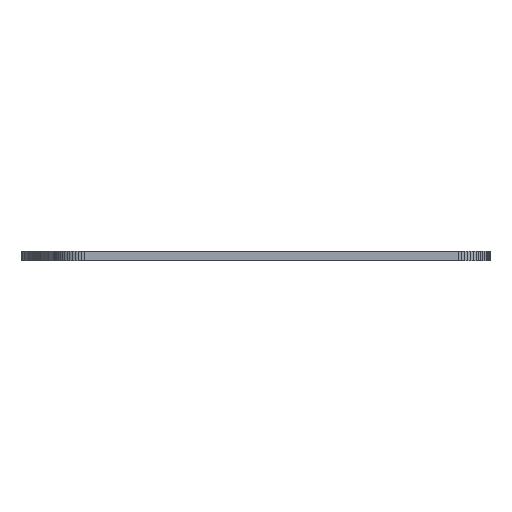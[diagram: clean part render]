
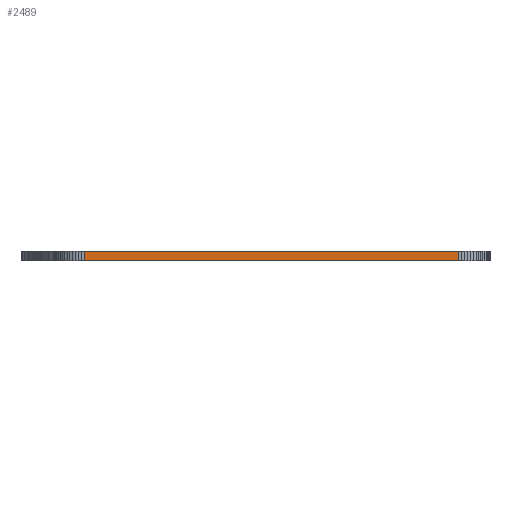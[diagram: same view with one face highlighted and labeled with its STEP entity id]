
A CAD part, left-side view. The second image highlights one B-rep face of the part: STEP entity #2489.
In plain terms, the highlighted free-form (B-spline) face has degree [1, 1] with [2, 2] control points.
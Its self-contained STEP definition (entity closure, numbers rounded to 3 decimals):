
#2466 = VERTEX_POINT('',#2467);
#2467 = CARTESIAN_POINT('',(-165.017,200.891,0.));
#2472 = EDGE_CURVE('',#2473,#2466,#2475,.T.);
#2473 = VERTEX_POINT('',#2474);
#2474 = CARTESIAN_POINT('',(-165.017,200.891,
    4.305));
#2475 = B_SPLINE_CURVE_WITH_KNOTS('',1,(#2476,#2477),.UNSPECIFIED.,.F.,
  .F.,(2,2),(0.,3.),.PIECEWISE_BEZIER_KNOTS.);
#2476 = CARTESIAN_POINT('',(-165.017,200.891,
    4.305));
#2477 = CARTESIAN_POINT('',(-165.017,200.891,0.));
#2489 = ADVANCED_FACE('',(#2490),#2512,.F.);
#2490 = FACE_BOUND('',#2491,.T.);
#2491 = EDGE_LOOP('',(#2492,#2499,#2506,#2511));
#2492 = ORIENTED_EDGE('',*,*,#2493,.T.);
#2493 = EDGE_CURVE('',#2466,#2494,#2496,.T.);
#2494 = VERTEX_POINT('',#2495);
#2495 = CARTESIAN_POINT('',(-165.017,28.699,0.));
#2496 = B_SPLINE_CURVE_WITH_KNOTS('',1,(#2497,#2498),.UNSPECIFIED.,.F.,
  .F.,(2,2),(-60.,60.),.PIECEWISE_BEZIER_KNOTS.);
#2497 = CARTESIAN_POINT('',(-165.017,200.891,0.));
#2498 = CARTESIAN_POINT('',(-165.017,28.699,0.));
#2499 = ORIENTED_EDGE('',*,*,#2500,.F.);
#2500 = EDGE_CURVE('',#2501,#2494,#2503,.T.);
#2501 = VERTEX_POINT('',#2502);
#2502 = CARTESIAN_POINT('',(-165.017,28.699,
    4.305));
#2503 = B_SPLINE_CURVE_WITH_KNOTS('',1,(#2504,#2505),.UNSPECIFIED.,.F.,
  .F.,(2,2),(0.,3.),.PIECEWISE_BEZIER_KNOTS.);
#2504 = CARTESIAN_POINT('',(-165.017,28.699,
    4.305));
#2505 = CARTESIAN_POINT('',(-165.017,28.699,0.));
#2506 = ORIENTED_EDGE('',*,*,#2507,.F.);
#2507 = EDGE_CURVE('',#2473,#2501,#2508,.T.);
#2508 = B_SPLINE_CURVE_WITH_KNOTS('',1,(#2509,#2510),.UNSPECIFIED.,.F.,
  .F.,(2,2),(-60.,60.),.PIECEWISE_BEZIER_KNOTS.);
#2509 = CARTESIAN_POINT('',(-165.017,200.891,
    4.305));
#2510 = CARTESIAN_POINT('',(-165.017,28.699,
    4.305));
#2511 = ORIENTED_EDGE('',*,*,#2472,.T.);
#2512 = B_SPLINE_SURFACE_WITH_KNOTS('',1,1,(
    (#2513,#2514)
    ,(#2515,#2516
    )),.UNSPECIFIED.,.F.,.F.,.F.,(2,2),(2,2),(0.,3.),(-60.,60.),
  .PIECEWISE_BEZIER_KNOTS.);
#2513 = CARTESIAN_POINT('',(-165.017,28.699,
    4.305));
#2514 = CARTESIAN_POINT('',(-165.017,200.891,
    4.305));
#2515 = CARTESIAN_POINT('',(-165.017,28.699,0.));
#2516 = CARTESIAN_POINT('',(-165.017,200.891,0.));
